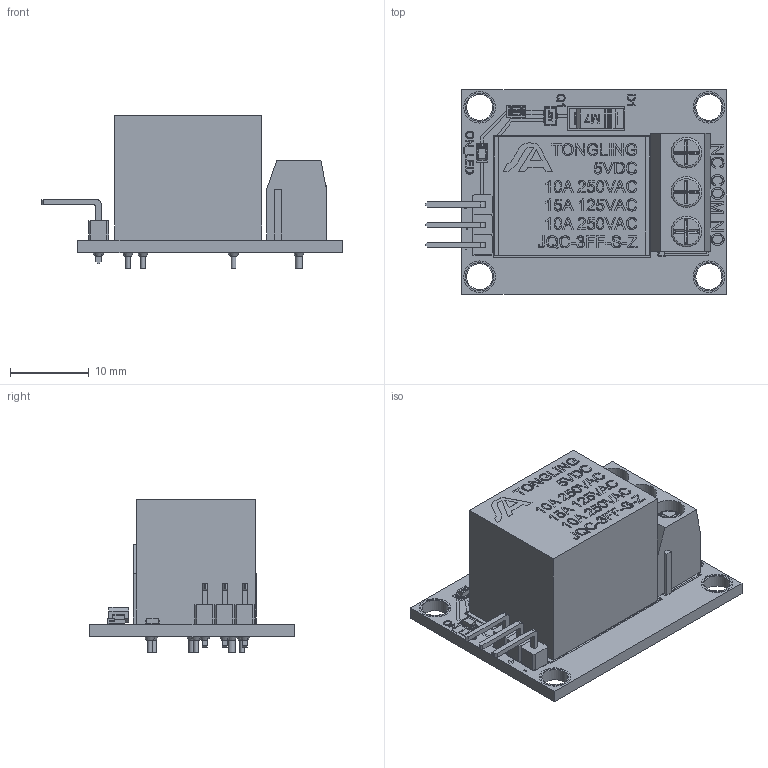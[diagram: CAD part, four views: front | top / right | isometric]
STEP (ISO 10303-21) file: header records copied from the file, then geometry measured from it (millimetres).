
FILE_DESCRIPTION(/* description */ (''),/* implementation_level */ '2;1');
FILE_NAME(/* name */ 'Módulo Relevador 5V KY-019 v95.step',/* time_stamp */ '2021-11-07T13:40:40-06:00',/* author */ (''),/* organization */ (''),/* preprocessor_version */ 'ST-DEVELOPER v18.1',/* originating_system */ 'Autodesk Translation Framework v10.10.0.1391',/* authorisation */ '');
FILE_SCHEMA (('AUTOMOTIVE_DESIGN { 1 0 10303 214 3 1 1 }'));
Products named in the file (14): Módulo Relevador 5V KY-019; Bornera de 3 pinees; Tornillo M3X15; Pin_interno; PCB; Punto se soldadura; Relevador 5VDC; Diodo M7; LED VERDE SMD; RESISTENCIA 151; Transistor; Header 3 pin; Header_Body; Pin
Assembly tree (31 placements, depth 3):
  Módulo Relevador 5V KY-019
    Bornera de 3 pinees
      Tornillo M3X15  x3
      Pin_interno  x3
    PCB
      Punto se soldadura  x11
    Relevador 5VDC
    Diodo M7
    LED VERDE SMD
    RESISTENCIA 151
    Transistor
    Header 3 pin
      Header_Body  x3
      Pin  x3
Bounding box: 38.23 x 26 x 19.4 mm (x, y, z)
Volume: 6540.4 mm3; surface area: 6118 mm2
Topology: 52 solids, 52 shells, 2177 faces, 5798 edges, 3852 vertices
Faces by surface type: plane 1119, bspline 799, cylinder 245, cone 11, torus 3
Full cylindrical faces by diameter (mm): 0.3 x6, 0.6 x5, 0.8 x5, 0.9 x6, 1 x3, 1.2 x3, 1.5 x4, 2 x1, 2.537 x12, 2.938 x21, 3.3 x7, 3.6 x4, 3.9 x3, 4 x4
Entity records: 63168 total; most frequent: CARTESIAN_POINT 19536, ORIENTED_EDGE 10336, DIRECTION 6091, EDGE_CURVE 5168, VERTEX_POINT 3440, LINE 3293, VECTOR 3293, EDGE_LOOP 2102
